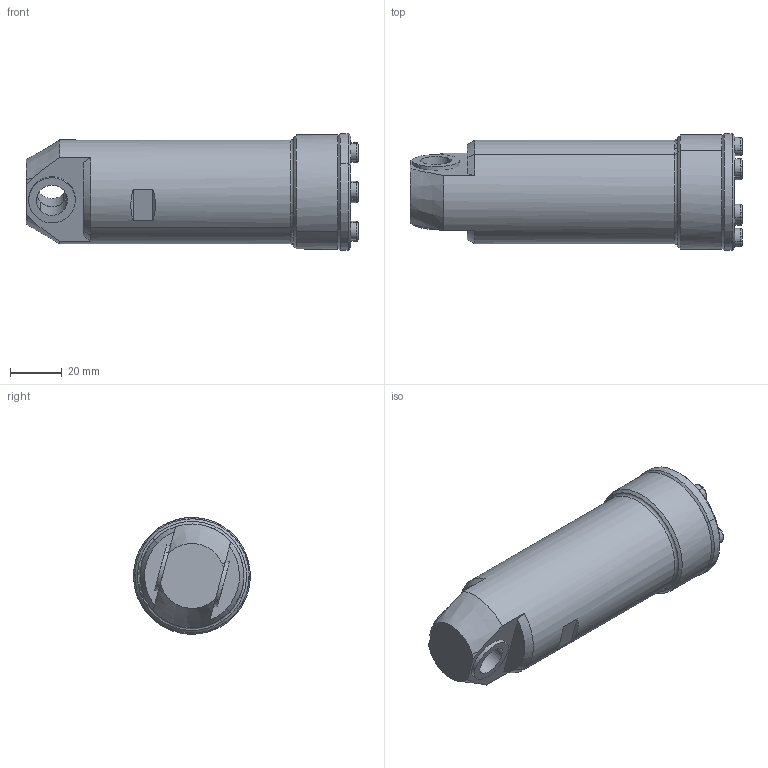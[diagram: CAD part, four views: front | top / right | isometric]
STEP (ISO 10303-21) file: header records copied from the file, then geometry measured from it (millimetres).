
FILE_DESCRIPTION (( 'STEP AP203' ), '1' );
FILE_NAME ('EPAULE-CYLINDRE-GROUPE1_AllCATPart.stp_Default_sldprt.STEP', '2024-12-16T15:04:35', ( '' ), ( '' ), 'SwSTEP 2.0', 'SolidWorks 2024', '' );
FILE_SCHEMA (( 'CONFIG_CONTROL_DESIGN' ));
Length unit declared in the file: millimetre
Products named in the file (1): EPAULE-CYLINDRE-GROUPE1_AllCATPart.stp_Default_sldprt
Bounding box: 127.8 x 44.99 x 44.95 mm (x, y, z)
Volume: 83483.2 mm3; surface area: 39789.8 mm2
Topology: 13 solids, 13 shells, 307 faces, 696 edges, 427 vertices
Faces by surface type: cylinder 90, plane 87, torus 68, cone 62
Entity records: 9431 total; most frequent: CARTESIAN_POINT 2344, DIRECTION 1577, ORIENTED_EDGE 1364, EDGE_CURVE 682, AXIS2_PLACEMENT_3D 659, VERTEX_POINT 427, EDGE_LOOP 359, CIRCLE 351
